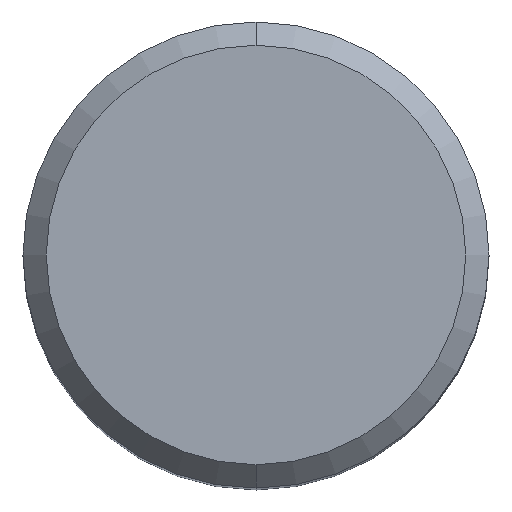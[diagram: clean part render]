
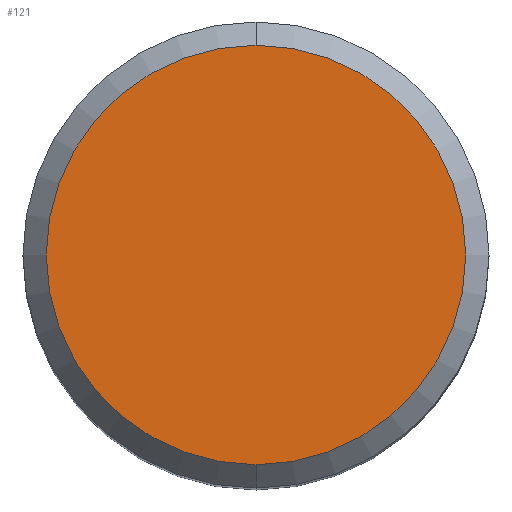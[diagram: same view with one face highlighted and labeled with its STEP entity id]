
A CAD part, top view. The second image highlights one B-rep face of the part: STEP entity #121.
In plain terms, the highlighted planar face has unit normal (0, 0, 1).
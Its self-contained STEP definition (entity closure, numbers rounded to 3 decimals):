
#115=VERTEX_POINT('',#267);
#117=EDGE_CURVE('',#143,#115,#269,.T.);
#121=ADVANCED_FACE('',(#273),#274,.T.);
#143=VERTEX_POINT('',#300);
#175=EDGE_CURVE('',#115,#143,#337,.T.);
#267=CARTESIAN_POINT('',(0.0,9.0,0.0));
#269=CIRCLE('',#437,9.0);
#273=FACE_OUTER_BOUND('',#441,.T.);
#274=PLANE('',#442);
#300=CARTESIAN_POINT('',(0.,-9.0,0.0));
#337=CIRCLE('',#522,9.0);
#437=AXIS2_PLACEMENT_3D('',#619,#620,#621);
#441=EDGE_LOOP('',(#623,#624));
#442=AXIS2_PLACEMENT_3D('',#625,#626,#627);
#522=AXIS2_PLACEMENT_3D('',#721,#722,#723);
#619=CARTESIAN_POINT('',(0.0,0.0,0.0));
#620=DIRECTION('',(0.0,0.0,-1.0));
#621=DIRECTION('',(0.0,1.0,0.0));
#623=ORIENTED_EDGE('',*,*,#175,.F.);
#624=ORIENTED_EDGE('',*,*,#117,.F.);
#625=CARTESIAN_POINT('',(0.0,4.5,0.0));
#626=DIRECTION('',(-0.0,0.0,1.0));
#627=DIRECTION('',(0.0,-1.0,0.0));
#721=CARTESIAN_POINT('',(0.0,0.0,0.0));
#722=DIRECTION('',(0.0,0.0,-1.0));
#723=DIRECTION('',(0.0,1.0,0.0));
